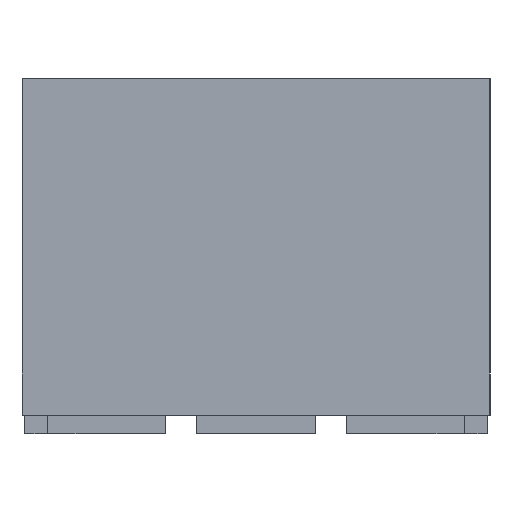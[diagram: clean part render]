
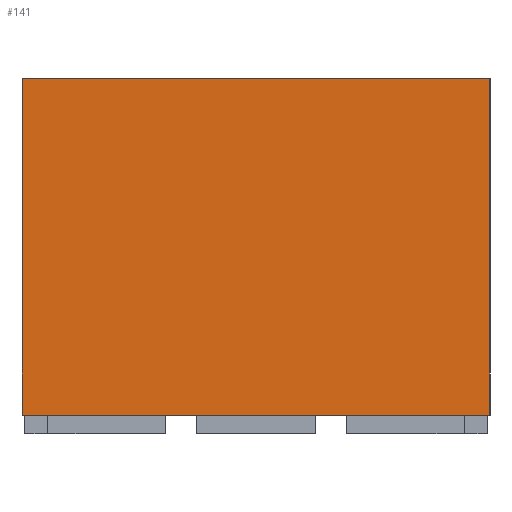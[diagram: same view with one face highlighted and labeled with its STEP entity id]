
A CAD part, left-side view. The second image highlights one B-rep face of the part: STEP entity #141.
In plain terms, the highlighted planar face has unit normal (-1, 0, 0).
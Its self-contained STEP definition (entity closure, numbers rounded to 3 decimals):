
#43 = EDGE_CURVE('',#44,#46,#48,.T.);
#44 = VERTEX_POINT('',#45);
#45 = CARTESIAN_POINT('',(-2.25,-1.25,0.));
#46 = VERTEX_POINT('',#47);
#47 = CARTESIAN_POINT('',(-2.25,-1.25,1.8));
#48 = LINE('',#49,#50);
#49 = CARTESIAN_POINT('',(-2.25,-1.25,0.));
#50 = VECTOR('',#51,1.);
#51 = DIRECTION('',(0.,0.,1.));
#116 = VERTEX_POINT('',#117);
#117 = CARTESIAN_POINT('',(-2.25,1.25,1.8));
#123 = EDGE_CURVE('',#124,#116,#126,.T.);
#124 = VERTEX_POINT('',#125);
#125 = CARTESIAN_POINT('',(-2.25,1.25,0.));
#126 = LINE('',#127,#128);
#127 = CARTESIAN_POINT('',(-2.25,1.25,0.));
#128 = VECTOR('',#129,1.);
#129 = DIRECTION('',(0.,0.,1.));
#141 = ADVANCED_FACE('',(#142),#158,.F.);
#142 = FACE_BOUND('',#143,.F.);
#143 = EDGE_LOOP('',(#144,#145,#151,#152));
#144 = ORIENTED_EDGE('',*,*,#123,.T.);
#145 = ORIENTED_EDGE('',*,*,#146,.T.);
#146 = EDGE_CURVE('',#116,#46,#147,.T.);
#147 = LINE('',#148,#149);
#148 = CARTESIAN_POINT('',(-2.25,1.25,1.8));
#149 = VECTOR('',#150,1.);
#150 = DIRECTION('',(0.,-1.,0.));
#151 = ORIENTED_EDGE('',*,*,#43,.F.);
#152 = ORIENTED_EDGE('',*,*,#153,.F.);
#153 = EDGE_CURVE('',#124,#44,#154,.T.);
#154 = LINE('',#155,#156);
#155 = CARTESIAN_POINT('',(-2.25,1.25,0.));
#156 = VECTOR('',#157,1.);
#157 = DIRECTION('',(0.,-1.,0.));
#158 = PLANE('',#159);
#159 = AXIS2_PLACEMENT_3D('',#160,#161,#162);
#160 = CARTESIAN_POINT('',(-2.25,1.25,0.));
#161 = DIRECTION('',(1.,0.,-0.));
#162 = DIRECTION('',(0.,-1.,0.));
